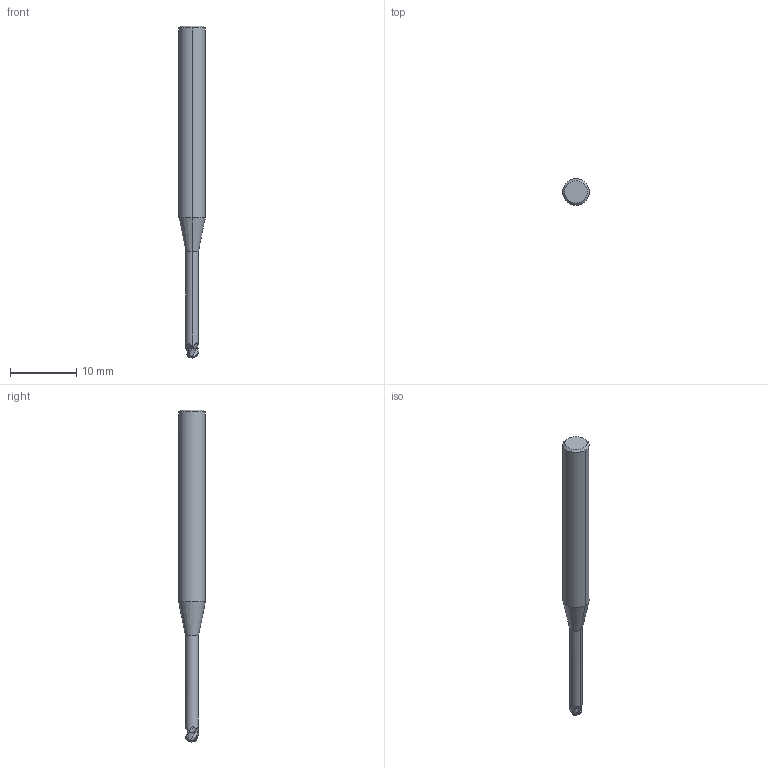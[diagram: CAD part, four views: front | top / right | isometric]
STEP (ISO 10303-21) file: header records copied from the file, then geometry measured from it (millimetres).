
FILE_DESCRIPTION(('no description'),'unknown implementation level');
FILE_NAME('solidwPT8tM_3V64T87rFSQFodIScdak_1.STP',' ',('CIM GmbH Aachen'),('CADClick - KiM GmbH - www.kimweb.de'),'unknown preprocess','ACIS','unknown authorization');
FILE_SCHEMA(('automotive_design'));
Length unit declared in the file: millimetre
Products named in the file (2): 1; 2
Bounding box: 4 x 4 x 50 mm (x, y, z)
Volume: 444.5 mm3; surface area: 524.4 mm2
Topology: 2 solids, 2 shells, 71 faces, 199 edges, 132 vertices
Faces by surface type: plane 17, revolution 12, bspline 12, cylinder 11, sphere 11, cone 8
Entity records: 7128 total; most frequent: CARTESIAN_POINT 3175, STYLED_ITEM 404, PRESENTATION_STYLE_ASSIGNMENT 404, COLOUR_RGB 404, ORIENTED_EDGE 398, DIRECTION 287, EDGE_CURVE 199, CURVE_STYLE 199
